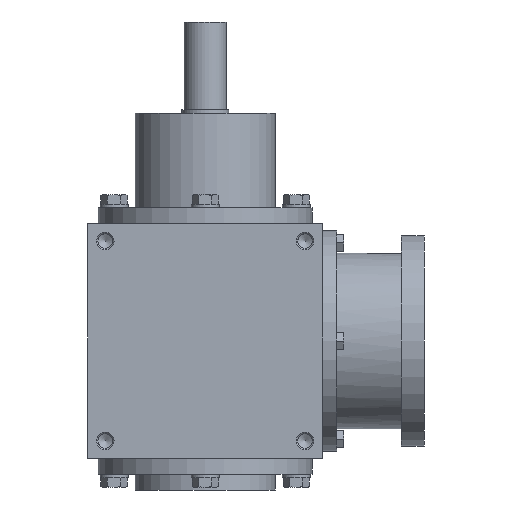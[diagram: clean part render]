
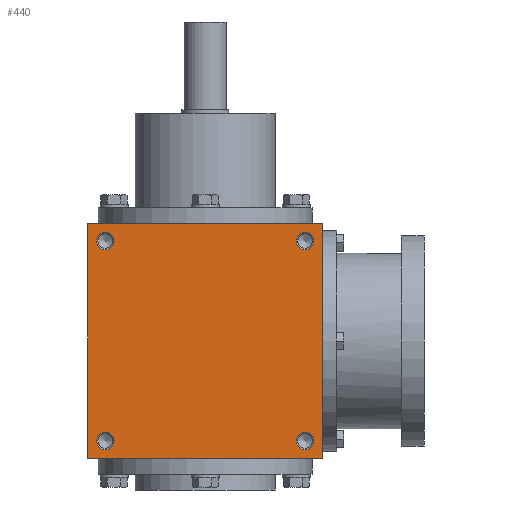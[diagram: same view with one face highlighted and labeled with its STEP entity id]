
A CAD part, front view. The second image highlights one B-rep face of the part: STEP entity #440.
In plain terms, the highlighted planar face has unit normal (0, -1, 0).
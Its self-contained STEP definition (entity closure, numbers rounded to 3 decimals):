
#440 = ADVANCED_FACE( '', ( #927, #928, #929, #930, #931 ), #932, .F. );
#927 = FACE_BOUND( '', #1636, .T. );
#928 = FACE_BOUND( '', #1637, .T. );
#929 = FACE_BOUND( '', #1638, .T. );
#930 = FACE_BOUND( '', #1639, .T. );
#931 = FACE_OUTER_BOUND( '', #1640, .T. );
#932 = PLANE( '', #1641 );
#1636 = EDGE_LOOP( '', ( #2426 ) );
#1637 = EDGE_LOOP( '', ( #2427 ) );
#1638 = EDGE_LOOP( '', ( #2428 ) );
#1639 = EDGE_LOOP( '', ( #2429 ) );
#1640 = EDGE_LOOP( '', ( #2430, #2431, #2432, #2433 ) );
#1641 = AXIS2_PLACEMENT_3D( '', #2434, #2435, #2436 );
#2426 = ORIENTED_EDGE( '', *, *, #3713, .T. );
#2427 = ORIENTED_EDGE( '', *, *, #3711, .T. );
#2428 = ORIENTED_EDGE( '', *, *, #3714, .F. );
#2429 = ORIENTED_EDGE( '', *, *, #3715, .F. );
#2430 = ORIENTED_EDGE( '', *, *, #3716, .T. );
#2431 = ORIENTED_EDGE( '', *, *, #3615, .F. );
#2432 = ORIENTED_EDGE( '', *, *, #3717, .F. );
#2433 = ORIENTED_EDGE( '', *, *, #3718, .T. );
#2434 = CARTESIAN_POINT( '', ( -67., -67., 67. ) );
#2435 = DIRECTION( '', ( 0., 1., 0. ) );
#2436 = DIRECTION( '', ( 0., 0., 1. ) );
#3615 = EDGE_CURVE( '', #4141, #4136, #4143, .T. );
#3711 = EDGE_CURVE( '', #4304, #4304, #4305, .T. );
#3713 = EDGE_CURVE( '', #4307, #4307, #4308, .T. );
#3714 = EDGE_CURVE( '', #4309, #4309, #4310, .T. );
#3715 = EDGE_CURVE( '', #4311, #4311, #4312, .T. );
#3716 = EDGE_CURVE( '', #4313, #4136, #4314, .T. );
#3717 = EDGE_CURVE( '', #4315, #4141, #4316, .T. );
#3718 = EDGE_CURVE( '', #4315, #4313, #4317, .T. );
#4136 = VERTEX_POINT( '', #4871 );
#4141 = VERTEX_POINT( '', #4878 );
#4143 = LINE( '', #4881, #4882 );
#4304 = VERTEX_POINT( '', #5100 );
#4305 = CIRCLE( '', #5101, 5. );
#4307 = VERTEX_POINT( '', #5103 );
#4308 = CIRCLE( '', #5104, 5. );
#4309 = VERTEX_POINT( '', #5105 );
#4310 = CIRCLE( '', #5106, 5. );
#4311 = VERTEX_POINT( '', #5107 );
#4312 = CIRCLE( '', #5108, 5. );
#4313 = VERTEX_POINT( '', #5109 );
#4314 = LINE( '', #5110, #5111 );
#4315 = VERTEX_POINT( '', #5112 );
#4316 = LINE( '', #5113, #5114 );
#4317 = LINE( '', #5115, #5116 );
#4871 = CARTESIAN_POINT( '', ( 67., -67., -67. ) );
#4878 = CARTESIAN_POINT( '', ( 67., -67., 67. ) );
#4881 = CARTESIAN_POINT( '', ( 67., -67., 67. ) );
#4882 = VECTOR( '', #5841, 1000. );
#5100 = CARTESIAN_POINT( '', ( -57., -67., 62. ) );
#5101 = AXIS2_PLACEMENT_3D( '', #6009, #6010, #6011 );
#5103 = CARTESIAN_POINT( '', ( -57., -67., -52. ) );
#5104 = AXIS2_PLACEMENT_3D( '', #6012, #6013, #6014 );
#5105 = CARTESIAN_POINT( '', ( 57., -67., -62. ) );
#5106 = AXIS2_PLACEMENT_3D( '', #6015, #6016, #6017 );
#5107 = CARTESIAN_POINT( '', ( 57., -67., 52. ) );
#5108 = AXIS2_PLACEMENT_3D( '', #6018, #6019, #6020 );
#5109 = CARTESIAN_POINT( '', ( -67., -67., -67. ) );
#5110 = CARTESIAN_POINT( '', ( -67., -67., -67. ) );
#5111 = VECTOR( '', #6021, 1000. );
#5112 = CARTESIAN_POINT( '', ( -67., -67., 67. ) );
#5113 = CARTESIAN_POINT( '', ( -67., -67., 67. ) );
#5114 = VECTOR( '', #6022, 1000. );
#5115 = CARTESIAN_POINT( '', ( -67., -67., 67. ) );
#5116 = VECTOR( '', #6023, 1000. );
#5841 = DIRECTION( '', ( 0., 0., -1. ) );
#6009 = CARTESIAN_POINT( '', ( -57., -67., 57. ) );
#6010 = DIRECTION( '', ( 0., 1., 0. ) );
#6011 = DIRECTION( '', ( 0., 0., 1. ) );
#6012 = CARTESIAN_POINT( '', ( -57., -67., -57. ) );
#6013 = DIRECTION( '', ( 0., 1., 0. ) );
#6014 = DIRECTION( '', ( 0., 0., 1. ) );
#6015 = CARTESIAN_POINT( '', ( 57., -67., -57. ) );
#6016 = DIRECTION( '', ( 0., -1., 0. ) );
#6017 = DIRECTION( '', ( 0., 0., -1. ) );
#6018 = CARTESIAN_POINT( '', ( 57., -67., 57. ) );
#6019 = DIRECTION( '', ( 0., -1., 0. ) );
#6020 = DIRECTION( '', ( 0., 0., -1. ) );
#6021 = DIRECTION( '', ( 1., 0., 0. ) );
#6022 = DIRECTION( '', ( 1., 0., 0. ) );
#6023 = DIRECTION( '', ( 0., 0., -1. ) );
